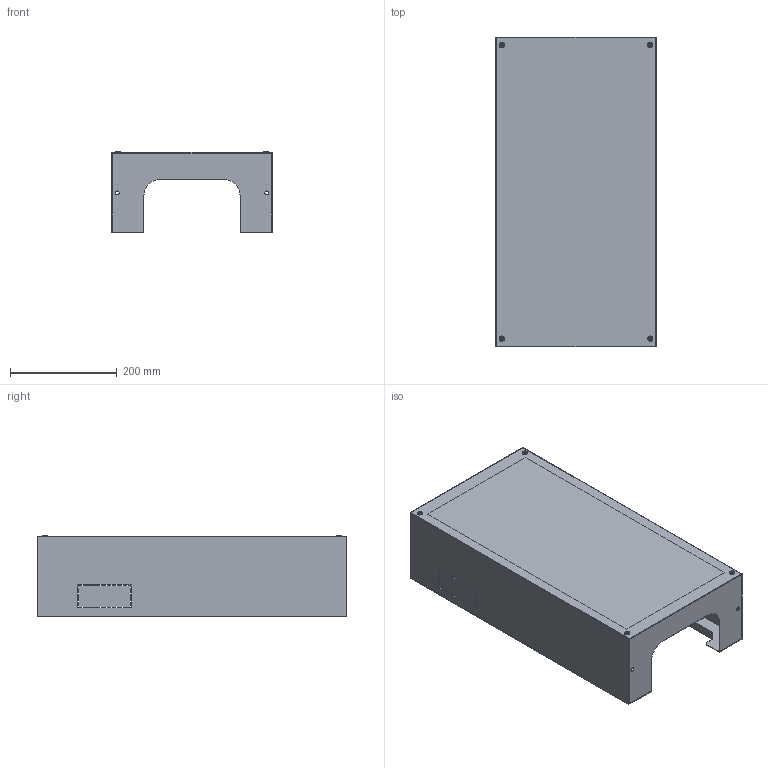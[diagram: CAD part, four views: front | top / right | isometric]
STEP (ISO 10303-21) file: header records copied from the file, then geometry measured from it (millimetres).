
FILE_DESCRIPTION (( 'STEP AP214' ), '1' );
FILE_NAME ('IND-KET-KCC-1-0600-L_Êîðîá âåðõíèé ÊÝÒ_ÊÑÑ-600 LIGHT (2 øò_êîìïë) IEK.STEP', '2021-03-31T12:37:43', ( '' ), ( '' ), 'SwSTEP 2.0', 'SolidWorks 2017', '' );
FILE_SCHEMA (( 'AUTOMOTIVE_DESIGN' ));
Length unit declared in the file: millimetre
Products named in the file (4): Êîðîá âåðõíèé ÊÝÒ_ÊÑÑ; Âèíò_ðåçüáîâûäàâëèâàþùèé_Œ4å9; Ôàñàäíàÿ ïàíåëü 1160; IND-KET-KCC-1-0600-L_Êîðîá âåðõíèé ÊÝÒ_ÊÑÑ-600 LIGHT (2 øò_êîìïë) IEK
Assembly tree (6 placements, depth 2):
  IND-KET-KCC-1-0600-L_Êîðîá âåðõíèé ÊÝÒ_ÊÑÑ-600 LIGHT (2 øò_êîìïë) IEK
    Êîðîá âåðõíèé ÊÝÒ_ÊÑÑ
    Ôàñàäíàÿ ïàíåëü 1160
    Âèíò_ðåçüáîâûäàâëèâàþùèé_Œ4å9  x4
Bounding box: 300 x 580 x 153.19 mm (x, y, z)
Volume: 561325.2 mm3; surface area: 1003783.6 mm2
Topology: 6 solids, 6 shells, 408 faces, 1186 edges, 798 vertices
Faces by surface type: plane 308, cylinder 76, bspline 8, torus 8, sphere 8
Entity records: 11332 total; most frequent: CARTESIAN_POINT 2387, ORIENTED_EDGE 1868, DIRECTION 1676, EDGE_CURVE 934, LINE 794, VECTOR 794, VERTEX_POINT 624, EDGE_LOOP 442
